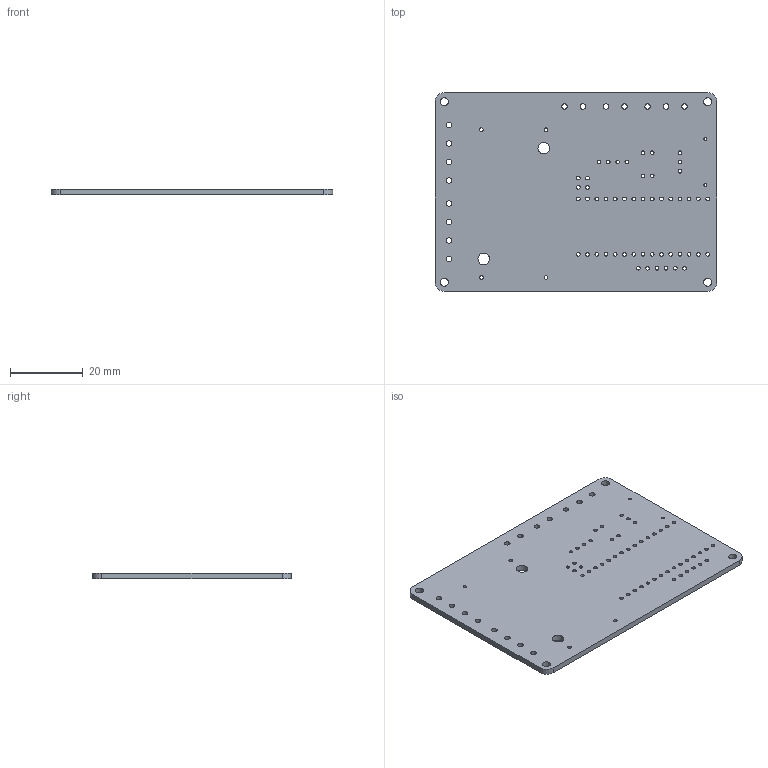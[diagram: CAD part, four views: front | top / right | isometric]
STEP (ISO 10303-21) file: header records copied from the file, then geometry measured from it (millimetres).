
FILE_DESCRIPTION(('KiCad electronic assembly'),'2;1');
FILE_NAME('PPR.step','2022-02-25T15:42:55',('Pcbnew'),('Kicad'), 'Open CASCADE STEP processor 7.6','KiCad to STEP converter','Unknown' );
FILE_SCHEMA(('AUTOMOTIVE_DESIGN { 1 0 10303 214 1 1 1 1 }'));
Length unit declared in the file: millimetre
Products named in the file (2): PPR 1; PPR PCB
Assembly tree (1 placements, depth 2):
  PPR 1
    PPR PCB
Bounding box: 77.47 x 54.61 x 1.6 mm (x, y, z)
Volume: 6595.8 mm3; surface area: 9136 mm2
Topology: 1 solids, 1 shells, 88 faces, 258 edges, 172 vertices
Faces by surface type: cylinder 82, plane 6
Full cylindrical faces by diameter (mm): 0.8 x2, 1 x55, 1.52 x15, 2.2 x4, 3.2 x2
Entity records: 6739 total; most frequent: DIRECTION 1118, CARTESIAN_POINT 1036, ORIENTED_EDGE 516, PCURVE 516, DEFINITIONAL_REPRESENTATION 516, LINE 446, VECTOR 446, CIRCLE 328
